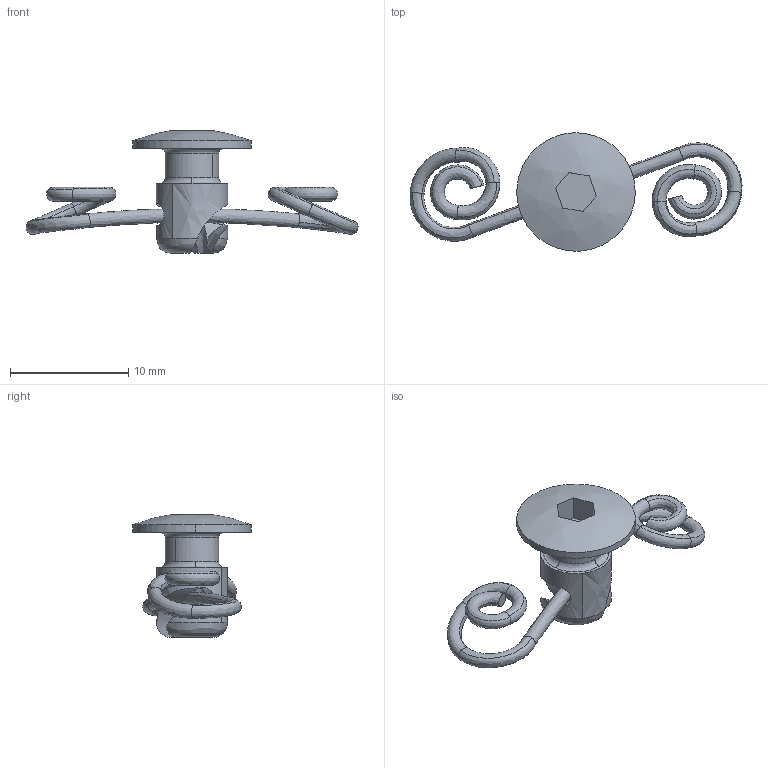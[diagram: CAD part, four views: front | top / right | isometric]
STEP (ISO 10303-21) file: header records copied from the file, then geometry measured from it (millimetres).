
FILE_DESCRIPTION((''),'2;1');
FILE_NAME('','2005-07-15T15:39:48',(''),(''),'','CADfix','');
FILE_SCHEMA(('AUTOMOTIVE_DESIGN'));
Length unit declared in the file: millimetre
Products named in the file (3): fastener; spring; TL_242_003_31236_36
Assembly tree (2 placements, depth 2):
  TL_242_003_31236_36
    fastener
    spring
Bounding box: 28.02 x 10 x 10.38 mm (x, y, z)
Volume: 297.6 mm3; surface area: 696.9 mm2
Topology: 2 solids, 2 shells, 59 faces, 179 edges, 127 vertices
Faces by surface type: bspline 59
Entity records: 6540 total; most frequent: CARTESIAN_POINT 5452, ORIENTED_EDGE 358, EDGE_CURVE 179, VERTEX_POINT 127, B_SPLINE_CURVE_WITH_KNOTS 103, EDGE_LOOP 62, FACE_OUTER_BOUND 59, ADVANCED_FACE 59
